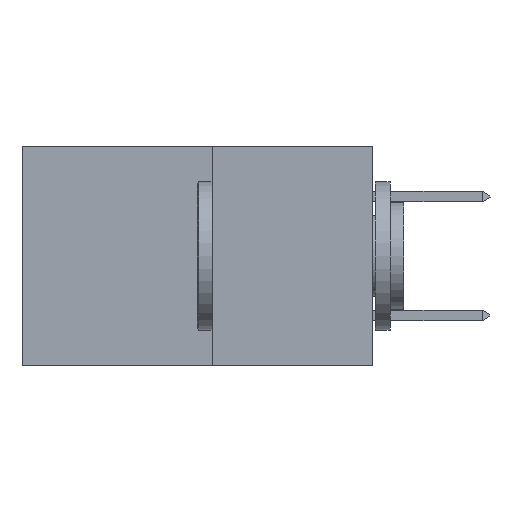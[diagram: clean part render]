
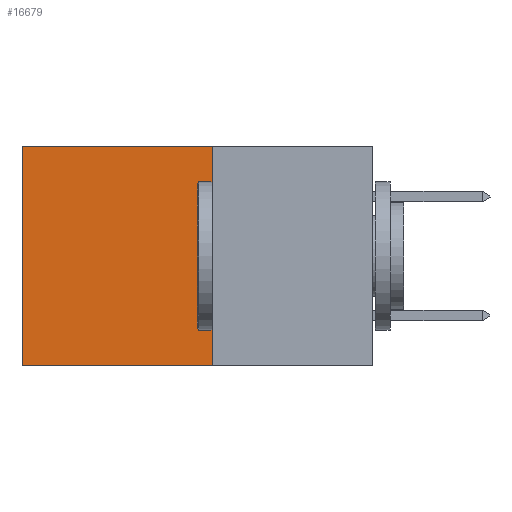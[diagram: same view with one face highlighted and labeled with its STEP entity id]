
A CAD part, left-side view. The second image highlights one B-rep face of the part: STEP entity #16679.
In plain terms, the highlighted planar face has unit normal (-1, 0, 0).
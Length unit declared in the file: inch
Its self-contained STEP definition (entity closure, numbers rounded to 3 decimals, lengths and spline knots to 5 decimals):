
#209 = ORIENTED_EDGE ( 'NONE', *, *, #11105, .F. ) ;
#231 = CARTESIAN_POINT ( 'NONE',  ( 0.277, 0.27, -0.37 ) ) ;
#572 = VERTEX_POINT ( 'NONE', #231 ) ;
#1956 = LINE ( 'NONE', #8640, #5276 ) ;
#2044 = CARTESIAN_POINT ( 'NONE',  ( 0.277, 0.59, -0.37 ) ) ;
#2845 = EDGE_LOOP ( 'NONE', ( #19618, #209, #4913, #9898 ) ) ;
#3006 = EDGE_CURVE ( 'NONE', #14987, #15670, #1956, .T. ) ;
#3586 = CARTESIAN_POINT ( 'NONE',  ( 0.277, 0.27, -0.37 ) ) ;
#4422 = DIRECTION ( 'NONE',  ( 0., 0., -1. ) ) ;
#4913 = ORIENTED_EDGE ( 'NONE', *, *, #19077, .F. ) ;
#5276 = VECTOR ( 'NONE', #18707, 39.37008 ) ;
#6445 = CARTESIAN_POINT ( 'NONE',  ( 0.277, 0.27, 0. ) ) ;
#6745 = CARTESIAN_POINT ( 'NONE',  ( 0.277, 0.59, 0. ) ) ;
#7421 = DIRECTION ( 'NONE',  ( 0., 0., -1. ) ) ;
#8640 = CARTESIAN_POINT ( 'NONE',  ( 0.277, 0.27, 0. ) ) ;
#8834 = DIRECTION ( 'NONE',  ( 0., 1., 0. ) ) ;
#8966 = CARTESIAN_POINT ( 'NONE',  ( 0.277, 0.27, -0.37 ) ) ;
#9438 = VECTOR ( 'NONE', #4422, 39.37008 ) ;
#9898 = ORIENTED_EDGE ( 'NONE', *, *, #3006, .T. ) ;
#11105 = EDGE_CURVE ( 'NONE', #572, #17064, #15221, .T. ) ;
#12105 = PLANE ( 'NONE',  #13032 ) ;
#12209 = CARTESIAN_POINT ( 'NONE',  ( 0.277, 0.59, -0.37 ) ) ;
#12944 = DIRECTION ( 'NONE',  ( 0., 0., -1. ) ) ;
#13032 = AXIS2_PLACEMENT_3D ( 'NONE', #8966, #16561, #7421 ) ;
#13594 = FACE_OUTER_BOUND ( 'NONE', #2845, .T. ) ;
#13993 = LINE ( 'NONE', #12209, #9438 ) ;
#14773 = EDGE_CURVE ( 'NONE', #15670, #17064, #13993, .T. ) ;
#14910 = LINE ( 'NONE', #3586, #18360 ) ;
#14987 = VERTEX_POINT ( 'NONE', #6445 ) ;
#15221 = LINE ( 'NONE', #17865, #19174 ) ;
#15670 = VERTEX_POINT ( 'NONE', #6745 ) ;
#16561 = DIRECTION ( 'NONE',  ( 1., 0., 0. ) ) ;
#16679 = ADVANCED_FACE ( 'NONE', ( #13594 ), #12105, .F. ) ;
#17064 = VERTEX_POINT ( 'NONE', #2044 ) ;
#17865 = CARTESIAN_POINT ( 'NONE',  ( 0.277, 0.27, -0.37 ) ) ;
#18360 = VECTOR ( 'NONE', #12944, 39.37008 ) ;
#18707 = DIRECTION ( 'NONE',  ( 0., 1., 0. ) ) ;
#19077 = EDGE_CURVE ( 'NONE', #14987, #572, #14910, .T. ) ;
#19174 = VECTOR ( 'NONE', #8834, 39.37008 ) ;
#19618 = ORIENTED_EDGE ( 'NONE', *, *, #14773, .T. ) ;
